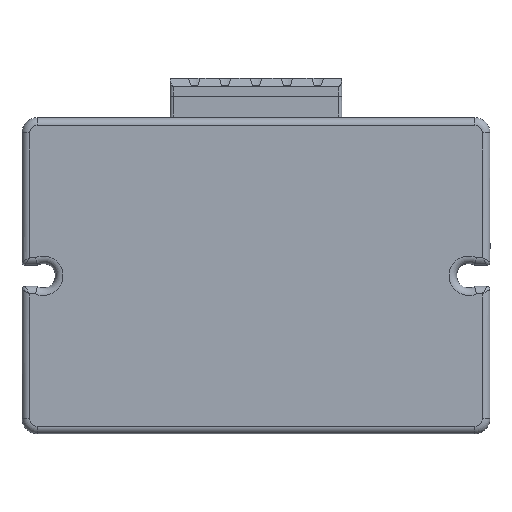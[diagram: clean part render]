
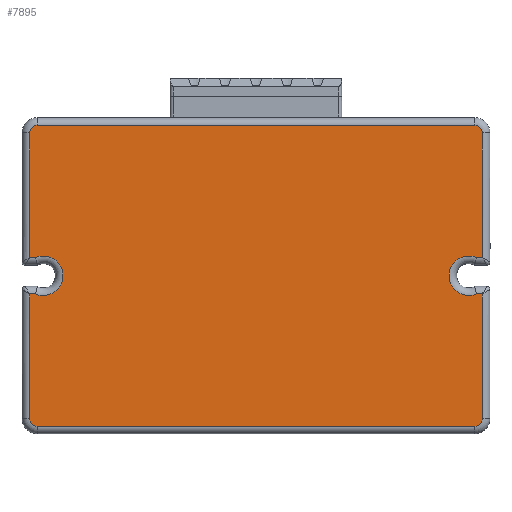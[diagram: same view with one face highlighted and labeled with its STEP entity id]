
A CAD part, front view. The second image highlights one B-rep face of the part: STEP entity #7895.
In plain terms, the highlighted planar face has unit normal (0, -1, 0).
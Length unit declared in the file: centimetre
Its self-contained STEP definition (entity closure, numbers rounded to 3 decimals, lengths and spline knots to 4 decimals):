
#533=PLANE('',#14619);
#1302=VECTOR('',#9711,1.);
#1303=VECTOR('',#9720,1.);
#1306=VECTOR('',#9736,1.);
#1308=VECTOR('',#9747,1.);
#1309=VECTOR('',#9750,1.);
#1312=VECTOR('',#9766,1.);
#1314=VECTOR('',#9778,1.);
#1315=VECTOR('',#9790,1.);
#1317=VECTOR('',#9801,1.);
#1319=VECTOR('',#9805,1.);
#2023=LINE('',#13402,#1302);
#2024=LINE('',#13470,#1303);
#2027=LINE('',#13486,#1306);
#2029=LINE('',#13495,#1308);
#2030=LINE('',#13497,#1309);
#2033=LINE('',#13602,#1312);
#2035=LINE('',#13674,#1314);
#2036=LINE('',#13685,#1315);
#2038=LINE('',#13694,#1317);
#2040=LINE('',#13697,#1319);
#2785=VERTEX_POINT('',#13382);
#2787=VERTEX_POINT('',#13401);
#2790=VERTEX_POINT('',#13467);
#2791=VERTEX_POINT('',#13471);
#2793=VERTEX_POINT('',#13477);
#2795=VERTEX_POINT('',#13483);
#2797=VERTEX_POINT('',#13489);
#2799=VERTEX_POINT('',#13498);
#2802=VERTEX_POINT('',#13519);
#2805=VERTEX_POINT('',#13598);
#2808=VERTEX_POINT('',#13667);
#2810=VERTEX_POINT('',#13673);
#2812=VERTEX_POINT('',#13678);
#2814=VERTEX_POINT('',#13684);
#2816=VERTEX_POINT('',#13690);
#2817=VERTEX_POINT('',#13698);
#3055=CIRCLE('',#14575,0.125);
#3059=CIRCLE('',#14581,0.125);
#3061=CIRCLE('',#14586,0.325);
#3066=CIRCLE('',#14598,0.125);
#3070=CIRCLE('',#14604,0.125);
#3073=CIRCLE('',#14610,0.325);
#4112=EDGE_CURVE('',#2787,#2785,#2023,.T.);
#4116=EDGE_CURVE('',#2785,#2791,#2024,.T.);
#4121=EDGE_CURVE('',#2791,#2793,#3055,.T.);
#4124=EDGE_CURVE('',#2793,#2795,#2027,.T.);
#4127=EDGE_CURVE('',#2795,#2797,#3059,.T.);
#4129=EDGE_CURVE('',#2797,#2790,#2029,.T.);
#4130=EDGE_CURVE('',#2790,#2799,#2030,.T.);
#4134=EDGE_CURVE('',#2799,#2802,#3061,.T.);
#4140=EDGE_CURVE('',#2802,#2805,#2033,.T.);
#4146=EDGE_CURVE('',#2810,#2808,#2035,.T.);
#4148=EDGE_CURVE('',#2812,#2810,#3066,.T.);
#4151=EDGE_CURVE('',#2814,#2812,#2036,.T.);
#4154=EDGE_CURVE('',#2816,#2814,#3070,.T.);
#4156=EDGE_CURVE('',#2805,#2816,#2038,.T.);
#4158=EDGE_CURVE('',#2808,#2817,#2040,.T.);
#4162=EDGE_CURVE('',#2817,#2787,#3073,.T.);
#6381=ORIENTED_EDGE('',*,*,#4146,.F.);
#6382=ORIENTED_EDGE('',*,*,#4148,.F.);
#6383=ORIENTED_EDGE('',*,*,#4151,.F.);
#6384=ORIENTED_EDGE('',*,*,#4154,.F.);
#6385=ORIENTED_EDGE('',*,*,#4156,.F.);
#6386=ORIENTED_EDGE('',*,*,#4140,.F.);
#6387=ORIENTED_EDGE('',*,*,#4134,.F.);
#6388=ORIENTED_EDGE('',*,*,#4130,.F.);
#6389=ORIENTED_EDGE('',*,*,#4129,.F.);
#6390=ORIENTED_EDGE('',*,*,#4127,.F.);
#6391=ORIENTED_EDGE('',*,*,#4124,.F.);
#6392=ORIENTED_EDGE('',*,*,#4121,.F.);
#6393=ORIENTED_EDGE('',*,*,#4116,.F.);
#6394=ORIENTED_EDGE('',*,*,#4112,.F.);
#6395=ORIENTED_EDGE('',*,*,#4162,.F.);
#6396=ORIENTED_EDGE('',*,*,#4158,.F.);
#7029=EDGE_LOOP('',(#6381,#6382,#6383,#6384,#6385,#6386,#6387,#6388,#6389,
#6390,#6391,#6392,#6393,#6394,#6395,#6396));
#7467=FACE_BOUND('',#7029,.T.);
#7895=ADVANCED_FACE('',(#7467),#533,.T.);
#9711=DIRECTION('',(-1.,0.,0.));
#9720=DIRECTION('',(0.,0.,1.));
#9729=DIRECTION('',(0.,1.,0.));
#9730=DIRECTION('',(-0.088,0.,0.088));
#9736=DIRECTION('',(1.,0.,0.));
#9742=DIRECTION('',(0.,1.,0.));
#9743=DIRECTION('',(0.088,0.,0.088));
#9747=DIRECTION('',(0.,0.,-1.));
#9750=DIRECTION('',(-1.,0.,0.));
#9755=DIRECTION('',(0.,-1.,0.));
#9756=DIRECTION('',(-0.325,0.,0.));
#9766=DIRECTION('',(1.,0.,0.));
#9778=DIRECTION('',(0.,0.,1.));
#9782=DIRECTION('',(0.,1.,0.));
#9783=DIRECTION('',(-0.088,0.,-0.088));
#9790=DIRECTION('',(-1.,0.,0.));
#9795=DIRECTION('',(0.,1.,0.));
#9796=DIRECTION('',(0.088,0.,-0.088));
#9801=DIRECTION('',(0.,0.,-1.));
#9805=DIRECTION('',(1.,0.,0.));
#9810=DIRECTION('',(0.,-1.,0.));
#9811=DIRECTION('',(0.325,0.,0.));
#9835=DIRECTION('',(0.,-1.,0.));
#13382=CARTESIAN_POINT('',(-3.725,-0.875,-2.2097));
#13401=CARTESIAN_POINT('',(-3.625,-0.875,-2.2097));
#13402=CARTESIAN_POINT('',(-1.8617,-0.875,-2.2097));
#13467=CARTESIAN_POINT('',(3.725,-0.875,-2.2097));
#13470=CARTESIAN_POINT('',(-3.725,-0.875,-1.8159));
#13471=CARTESIAN_POINT('',(-3.725,-0.875,-0.1597));
#13477=CARTESIAN_POINT('',(-3.6,-0.875,-0.0347));
#13480=CARTESIAN_POINT('',(-3.6,-0.875,-0.1597));
#13483=CARTESIAN_POINT('',(3.6,-0.875,-0.0347));
#13486=CARTESIAN_POINT('',(0.9625,-0.875,-0.0347));
#13489=CARTESIAN_POINT('',(3.725,-0.875,-0.1597));
#13492=CARTESIAN_POINT('',(3.6,-0.875,-0.1597));
#13495=CARTESIAN_POINT('',(3.725,-0.875,-1.8159));
#13497=CARTESIAN_POINT('',(1.8617,-0.875,-2.2097));
#13498=CARTESIAN_POINT('',(3.625,-0.875,-2.2097));
#13518=CARTESIAN_POINT('',(3.5,-0.875,-2.5097));
#13519=CARTESIAN_POINT('',(3.625,-0.875,-2.8097));
#13598=CARTESIAN_POINT('',(3.725,-0.875,-2.8097));
#13602=CARTESIAN_POINT('',(1.8617,-0.875,-2.8097));
#13667=CARTESIAN_POINT('',(-3.725,-0.875,-2.8097));
#13673=CARTESIAN_POINT('',(-3.725,-0.875,-4.8597));
#13674=CARTESIAN_POINT('',(-3.725,-0.875,-3.2034));
#13678=CARTESIAN_POINT('',(-3.6,-0.875,-4.9847));
#13679=CARTESIAN_POINT('',(-3.6,-0.875,-4.8597));
#13684=CARTESIAN_POINT('',(3.6,-0.875,-4.9847));
#13685=CARTESIAN_POINT('',(-0.9625,-0.875,-4.9847));
#13690=CARTESIAN_POINT('',(3.725,-0.875,-4.8597));
#13691=CARTESIAN_POINT('',(3.6,-0.875,-4.8597));
#13694=CARTESIAN_POINT('',(3.725,-0.875,-3.2034));
#13697=CARTESIAN_POINT('',(-1.8617,-0.875,-2.8097));
#13698=CARTESIAN_POINT('',(-3.625,-0.875,-2.8097));
#13717=CARTESIAN_POINT('',(-3.5,-0.875,-2.5097));
#13742=CARTESIAN_POINT('',(0.,-0.875,-2.5097));
#14575=AXIS2_PLACEMENT_3D('',#13480,#9729,#9730);
#14581=AXIS2_PLACEMENT_3D('',#13492,#9742,#9743);
#14586=AXIS2_PLACEMENT_3D('',#13518,#9755,#9756);
#14598=AXIS2_PLACEMENT_3D('',#13679,#9782,#9783);
#14604=AXIS2_PLACEMENT_3D('',#13691,#9795,#9796);
#14610=AXIS2_PLACEMENT_3D('',#13717,#9810,#9811);
#14619=AXIS2_PLACEMENT_3D('',#13742,#9835,$);
